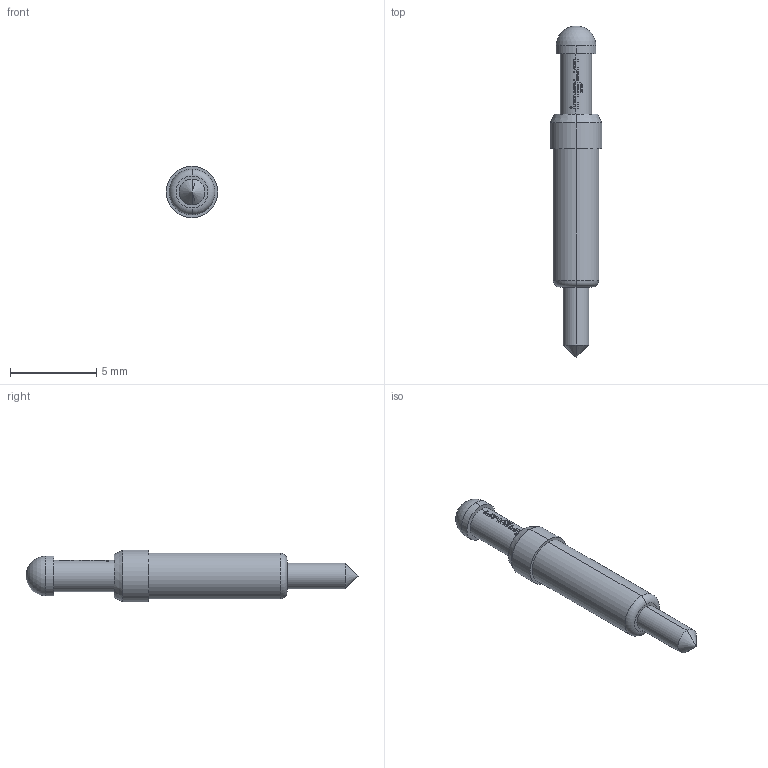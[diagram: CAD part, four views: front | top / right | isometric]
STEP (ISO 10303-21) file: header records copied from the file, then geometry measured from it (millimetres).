
FILE_DESCRIPTION (( 'STEP AP203' ), '1' );
FILE_NAME ('INGUN_GKS-913_305_230_A_xx02_1.STEP', '2021-09-20T07:26:24', ( 'ochi' ), ( '' ), 'SwSTEP 2.0', 'SolidWorks 2018', '' );
FILE_SCHEMA (( 'CONFIG_CONTROL_DESIGN' ));
Length unit declared in the file: millimetre
Products named in the file (1): INGUN_GKS-913_305_230_A_xx02_1
Bounding box: 3 x 19.2 x 3 mm (x, y, z)
Volume: 77.8 mm3; surface area: 143.2 mm2
Topology: 1 solids, 1 shells, 102 faces, 285 edges, 187 vertices
Faces by surface type: bspline 35, plane 31, cylinder 29, cone 4, torus 2, sphere 1
Entity records: 4344 total; most frequent: CARTESIAN_POINT 2194, ORIENTED_EDGE 560, EDGE_CURVE 280, B_SPLINE_CURVE_WITH_KNOTS 222, DIRECTION 220, VERTEX_POINT 185, EDGE_LOOP 107, FACE_OUTER_BOUND 102
